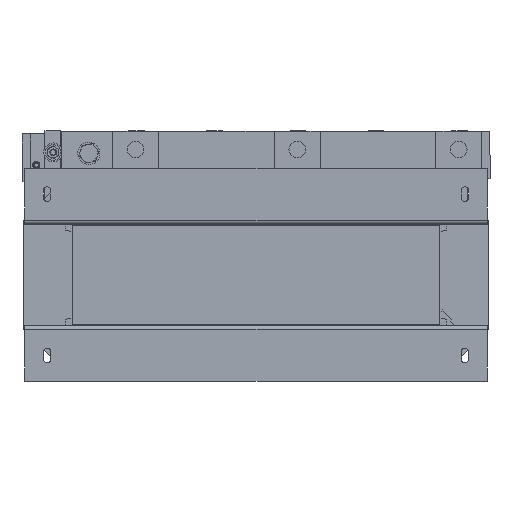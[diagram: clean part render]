
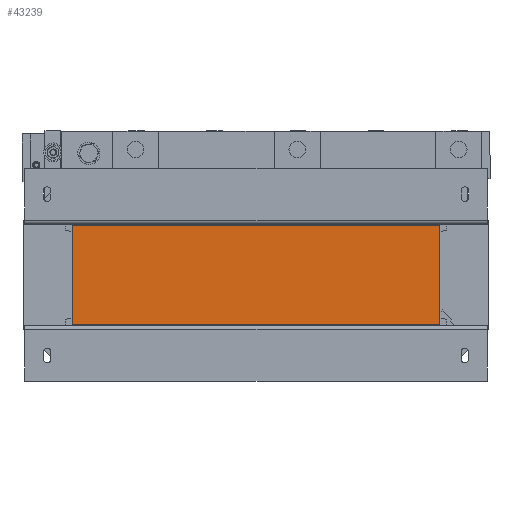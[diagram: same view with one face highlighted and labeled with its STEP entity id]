
A CAD part, front view. The second image highlights one B-rep face of the part: STEP entity #43239.
In plain terms, the highlighted planar face has unit normal (0, -1, 0).
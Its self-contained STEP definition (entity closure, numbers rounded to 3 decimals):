
#1070 = CARTESIAN_POINT ( 'NONE',  ( 165., -20., -44.5 ) ) ;
#2236 = VERTEX_POINT ( 'NONE', #1070 ) ;
#3641 = DIRECTION ( 'NONE',  ( 0., 0., 1. ) ) ;
#3811 = EDGE_CURVE ( 'Defeature ausgef�hrt2_199+Defeature ausgef�hrt2_197+Defeature ausgef�hrt2_200+Defeature ausgef�hrt2_198', #17429, #16625, #20532, .T. ) ;
#4048 = VECTOR ( 'NONE', #3641, 1000. ) ;
#6870 = CARTESIAN_POINT ( 'NONE',  ( -165., -20., 44.5 ) ) ;
#7764 = EDGE_LOOP ( 'NONE', ( #28966, #8788, #23083, #22093 ) ) ;
#8259 = VERTEX_POINT ( 'NONE', #44569 ) ;
#8788 = ORIENTED_EDGE ( 'NONE', *, *, #26913, .F. ) ;
#9228 = DIRECTION ( 'NONE',  ( 0., 1., 0. ) ) ;
#9487 = VECTOR ( 'NONE', #26698, 1000. ) ;
#10244 = FACE_OUTER_BOUND ( 'NONE', #7764, .T. ) ;
#14446 = EDGE_CURVE ( 'Defeature ausgef�hrt2_201+Defeature ausgef�hrt2_197+Defeature ausgef�hrt2_198+Defeature ausgef�hrt2_200', #8259, #2236, #43871, .T. ) ;
#16299 = EDGE_CURVE ( 'Defeature ausgef�hrt2_200+Defeature ausgef�hrt2_197+Defeature ausgef�hrt2_201+Defeature ausgef�hrt2_199', #2236, #17429, #28268, .T. ) ;
#16625 = VERTEX_POINT ( 'NONE', #6870 ) ;
#17429 = VERTEX_POINT ( 'NONE', #24557 ) ;
#18113 = CARTESIAN_POINT ( 'NONE',  ( -165., -20., -44.5 ) ) ;
#20532 = LINE ( 'NONE', #18113, #4048 ) ;
#22093 = ORIENTED_EDGE ( 'NONE', *, *, #16299, .F. ) ;
#22479 = DIRECTION ( 'NONE',  ( 1., 0., 0. ) ) ;
#23083 = ORIENTED_EDGE ( 'NONE', *, *, #3811, .F. ) ;
#24339 = CARTESIAN_POINT ( 'NONE',  ( 165., -20., -44.5 ) ) ;
#24557 = CARTESIAN_POINT ( 'NONE',  ( -165., -20., -44.5 ) ) ;
#26698 = DIRECTION ( 'NONE',  ( -1., 0., 0. ) ) ;
#26913 = EDGE_CURVE ( 'Defeature ausgef�hrt2_198+Defeature ausgef�hrt2_197+Defeature ausgef�hrt2_199+Defeature ausgef�hrt2_201', #16625, #8259, #34574, .T. ) ;
#27938 = PLANE ( 'NONE',  #29099 ) ;
#28268 = LINE ( 'NONE', #33968, #9487 ) ;
#28966 = ORIENTED_EDGE ( 'NONE', *, *, #14446, .F. ) ;
#29099 = AXIS2_PLACEMENT_3D ( 'NONE', #46840, #9228, #42528 ) ;
#33968 = CARTESIAN_POINT ( 'NONE',  ( -165., -20., -44.5 ) ) ;
#34574 = LINE ( 'NONE', #37457, #41111 ) ;
#35556 = VECTOR ( 'NONE', #39333, 1000. ) ;
#37457 = CARTESIAN_POINT ( 'NONE',  ( -165., -20., 44.5 ) ) ;
#39333 = DIRECTION ( 'NONE',  ( 0., 0., -1. ) ) ;
#41111 = VECTOR ( 'NONE', #22479, 1000. ) ;
#42528 = DIRECTION ( 'NONE',  ( 0., 0., 1. ) ) ;
#43239 = ADVANCED_FACE ( 'Defeature ausgef�hrt2_197', ( #10244 ), #27938, .F. ) ;
#43871 = LINE ( 'NONE', #24339, #35556 ) ;
#44569 = CARTESIAN_POINT ( 'NONE',  ( 165., -20., 44.5 ) ) ;
#46840 = CARTESIAN_POINT ( 'NONE',  ( 0., -20., 0. ) ) ;
